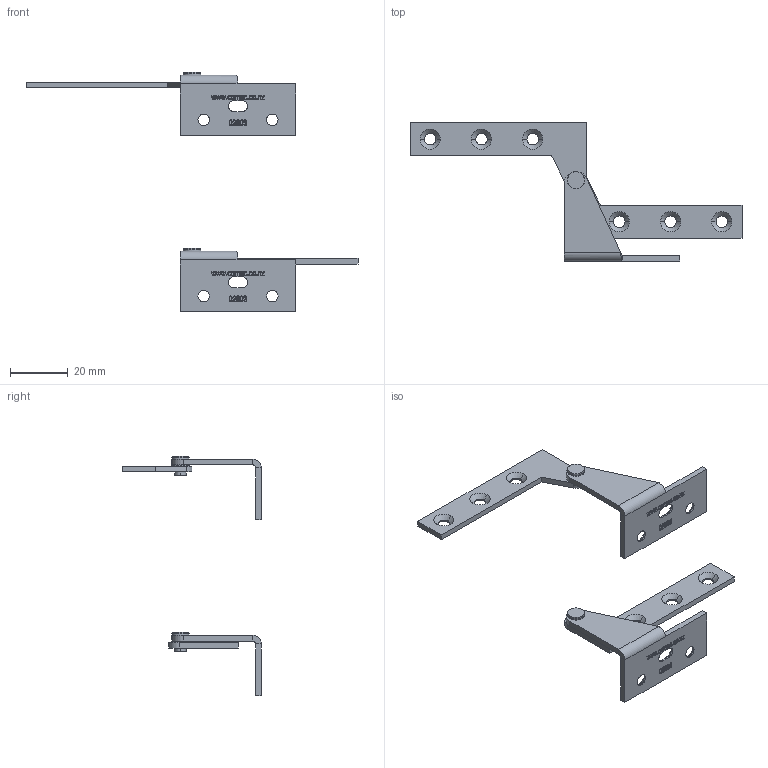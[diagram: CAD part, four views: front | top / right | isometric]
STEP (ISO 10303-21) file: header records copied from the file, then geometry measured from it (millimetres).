
FILE_DESCRIPTION (( 'STEP AP214' ), '1' );
FILE_NAME ('02803-Pivot Hinge Stainless Steel Left Hand 61mm.STEP', '2021-03-10T02:37:00', ( '' ), ( '' ), 'SwSTEP 2.0', 'SolidWorks 2021', '' );
FILE_SCHEMA (( 'AUTOMOTIVE_DESIGN' ));
Length unit declared in the file: millimetre
Products named in the file (3): 2803 - Hinge; 2803 - Strap; 02803-Pivot Hinge Stainless Steel Left Hand 61mm
Assembly tree (4 placements, depth 2):
  02803-Pivot Hinge Stainless Steel Left Hand 61mm
    2803 - Hinge  x2
    2803 - Strap  x2
Bounding box: 115 x 48 x 83.05 mm (x, y, z)
Volume: 7345.8 mm3; surface area: 9269.6 mm2
Topology: 4 solids, 4 shells, 666 faces, 1738 edges, 1144 vertices
Faces by surface type: plane 338, bspline 246, cylinder 58, cone 24
Entity records: 17247 total; most frequent: CARTESIAN_POINT 9700, ORIENTED_EDGE 1738, DIRECTION 1125, EDGE_CURVE 869, VERTEX_POINT 572, VECTOR 555, LINE 555, EDGE_LOOP 379
